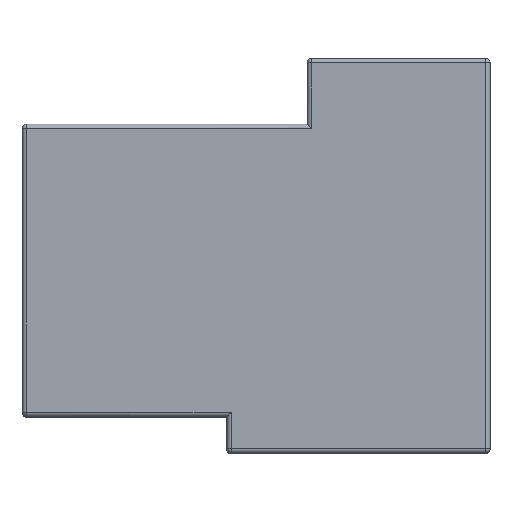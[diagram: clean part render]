
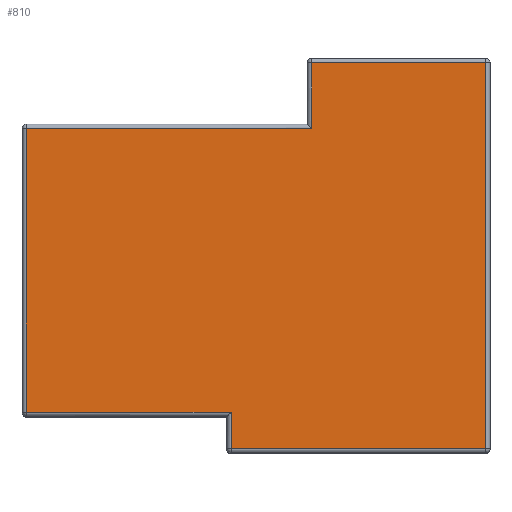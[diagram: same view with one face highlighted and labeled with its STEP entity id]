
A CAD part, top view. The second image highlights one B-rep face of the part: STEP entity #810.
In plain terms, the highlighted planar face has unit normal (0, 0, 1).
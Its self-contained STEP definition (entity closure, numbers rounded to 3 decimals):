
#295 = VERTEX_POINT('',#296);
#296 = CARTESIAN_POINT('',(-46.335,2.573,20.2));
#303 = EDGE_CURVE('',#295,#304,#306,.T.);
#304 = VERTEX_POINT('',#305);
#305 = CARTESIAN_POINT('',(-46.335,-16.827,20.2));
#306 = LINE('',#307,#308);
#307 = CARTESIAN_POINT('',(-46.335,2.873,20.2));
#308 = VECTOR('',#309,1.);
#309 = DIRECTION('',(0.,-1.,0.));
#810 = ADVANCED_FACE('',(#811),#868,.F.);
#811 = FACE_BOUND('',#812,.F.);
#812 = EDGE_LOOP('',(#813,#823,#831,#839,#847,#853,#854,#862));
#813 = ORIENTED_EDGE('',*,*,#814,.F.);
#814 = EDGE_CURVE('',#815,#817,#819,.T.);
#815 = VERTEX_POINT('',#816);
#816 = CARTESIAN_POINT('',(-14.935,7.073,20.2));
#817 = VERTEX_POINT('',#818);
#818 = CARTESIAN_POINT('',(-26.835,7.073,20.2));
#819 = LINE('',#820,#821);
#820 = CARTESIAN_POINT('',(-14.635,7.073,20.2));
#821 = VECTOR('',#822,1.);
#822 = DIRECTION('',(-1.,0.,0.));
#823 = ORIENTED_EDGE('',*,*,#824,.F.);
#824 = EDGE_CURVE('',#825,#815,#827,.T.);
#825 = VERTEX_POINT('',#826);
#826 = CARTESIAN_POINT('',(-14.935,-19.327,20.2));
#827 = LINE('',#828,#829);
#828 = CARTESIAN_POINT('',(-14.935,-19.627,20.2));
#829 = VECTOR('',#830,1.);
#830 = DIRECTION('',(0.,1.,0.));
#831 = ORIENTED_EDGE('',*,*,#832,.F.);
#832 = EDGE_CURVE('',#833,#825,#835,.T.);
#833 = VERTEX_POINT('',#834);
#834 = CARTESIAN_POINT('',(-32.335,-19.327,20.2));
#835 = LINE('',#836,#837);
#836 = CARTESIAN_POINT('',(-32.635,-19.327,20.2));
#837 = VECTOR('',#838,1.);
#838 = DIRECTION('',(1.,0.,0.));
#839 = ORIENTED_EDGE('',*,*,#840,.F.);
#840 = EDGE_CURVE('',#841,#833,#843,.T.);
#841 = VERTEX_POINT('',#842);
#842 = CARTESIAN_POINT('',(-32.335,-16.827,20.2));
#843 = LINE('',#844,#845);
#844 = CARTESIAN_POINT('',(-32.335,-17.127,20.2));
#845 = VECTOR('',#846,1.);
#846 = DIRECTION('',(0.,-1.,0.));
#847 = ORIENTED_EDGE('',*,*,#848,.F.);
#848 = EDGE_CURVE('',#304,#841,#849,.T.);
#849 = LINE('',#850,#851);
#850 = CARTESIAN_POINT('',(-46.635,-16.827,20.2));
#851 = VECTOR('',#852,1.);
#852 = DIRECTION('',(1.,0.,0.));
#853 = ORIENTED_EDGE('',*,*,#303,.F.);
#854 = ORIENTED_EDGE('',*,*,#855,.F.);
#855 = EDGE_CURVE('',#856,#295,#858,.T.);
#856 = VERTEX_POINT('',#857);
#857 = CARTESIAN_POINT('',(-26.835,2.573,20.2));
#858 = LINE('',#859,#860);
#859 = CARTESIAN_POINT('',(-27.135,2.573,20.2));
#860 = VECTOR('',#861,1.);
#861 = DIRECTION('',(-1.,0.,0.));
#862 = ORIENTED_EDGE('',*,*,#863,.F.);
#863 = EDGE_CURVE('',#817,#856,#864,.T.);
#864 = LINE('',#865,#866);
#865 = CARTESIAN_POINT('',(-26.835,7.373,20.2));
#866 = VECTOR('',#867,1.);
#867 = DIRECTION('',(0.,-1.,0.));
#868 = PLANE('',#869);
#869 = AXIS2_PLACEMENT_3D('',#870,#871,#872);
#870 = CARTESIAN_POINT('',(-46.635,2.873,20.2));
#871 = DIRECTION('',(0.,0.,-1.));
#872 = DIRECTION('',(-1.,0.,0.));
